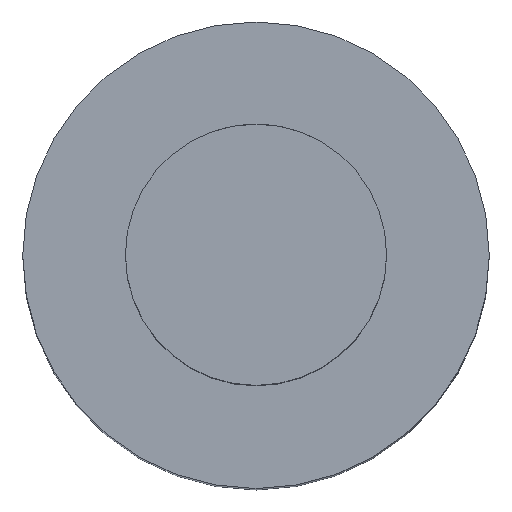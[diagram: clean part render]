
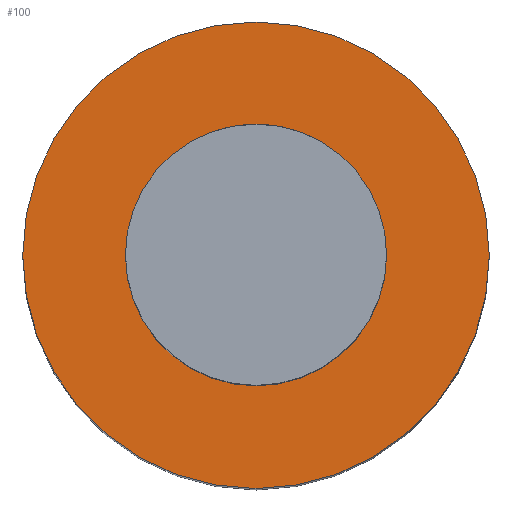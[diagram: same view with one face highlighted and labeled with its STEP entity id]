
A CAD part, top view. The second image highlights one B-rep face of the part: STEP entity #100.
In plain terms, the highlighted planar face has unit normal (0, 0, 1).
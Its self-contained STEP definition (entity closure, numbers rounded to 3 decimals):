
#56=EDGE_CURVE('240[2]',#137,#137,#138,.T.);
#94=EDGE_CURVE('240[2]',#194,#194,#195,.T.);
#100=ADVANCED_FACE('240[2]',(#202,#203),#204,.T.);
#137=VERTEX_POINT('',#272);
#138=CIRCLE('',#273,14.0);
#194=VERTEX_POINT('',#508);
#195=CIRCLE('',#509,25.0);
#202=FACE_BOUND('',#518,.T.);
#203=FACE_OUTER_BOUND('',#519,.T.);
#204=PLANE('',#520);
#272=CARTESIAN_POINT('',(14.0,0.0,0.0));
#273=AXIS2_PLACEMENT_3D('',#545,#546,#547);
#508=CARTESIAN_POINT('',(0.,25.0,0.));
#509=AXIS2_PLACEMENT_3D('',#599,#600,#601);
#518=EDGE_LOOP('',(#608));
#519=EDGE_LOOP('',(#609));
#520=AXIS2_PLACEMENT_3D('',#610,#611,#612);
#545=CARTESIAN_POINT('',(0.0,0.0,0.));
#546=DIRECTION('',(0.,0.,-1.0));
#547=DIRECTION('',(1.0,0.,0.));
#599=CARTESIAN_POINT('',(0.0,0.0,0.0));
#600=DIRECTION('',(0.,0.,-1.0));
#601=DIRECTION('',(0.,1.0,0.));
#608=ORIENTED_EDGE('',*,*,#56,.T.);
#609=ORIENTED_EDGE('',*,*,#94,.F.);
#610=CARTESIAN_POINT('',(0.,12.5,0.));
#611=DIRECTION('',(0.,0.,1.0));
#612=DIRECTION('',(1.0,0.,0.0));
